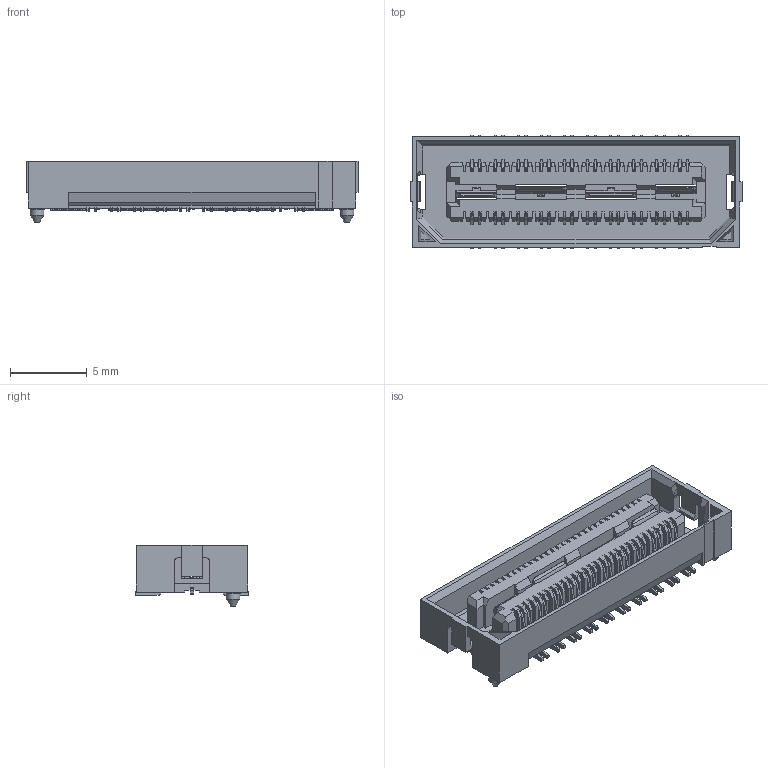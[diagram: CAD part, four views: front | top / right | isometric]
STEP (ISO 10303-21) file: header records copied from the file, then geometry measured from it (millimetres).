
FILE_DESCRIPTION( ('This file contains a STEP AP42 implementation' ,'as created by ZW3D STEP Interface translator.') ,'2;1' );
FILE_NAME( '37203-SMXXX-032XXX11.stp' ,'231219.172018', (''), ('ZWCAD Software Co.'), 'Version 1.0', 'ZW3D to STEP translator', '' );
FILE_SCHEMA(('AUTOMOTIVE_DESIGN { 1 0 10303 214 1 1 1 1 }'));
Length unit declared in the file: millimetre
Products named in the file (3): 0; 37203-SMXXX-032XXX11; QSH030HOUSING+LC-ASS_1
Assembly tree (1 placements, depth 2):
  0
  37203-SMXXX-032XXX11
    QSH030HOUSING+LC-ASS_1
Bounding box: 21.57 x 7.4 x 4 mm (x, y, z)
Volume: 248.3 mm3; surface area: 1313 mm2
Topology: 1 solids, 4 shells, 3236 faces, 9096 edges, 6040 vertices
Faces by surface type: plane 2614, cylinder 608, bspline 9, cone 3, torus 2
Full cylindrical faces by diameter (mm): 0.89 x2
Entity records: 106906 total; most frequent: CARTESIAN_POINT 18920, ORIENTED_EDGE 18220, DIRECTION 16729, EDGE_CURVE 9094, VECTOR 7635, LINE 7635, VERTEX_POINT 6039, AXIS2_PLACEMENT_3D 4547
